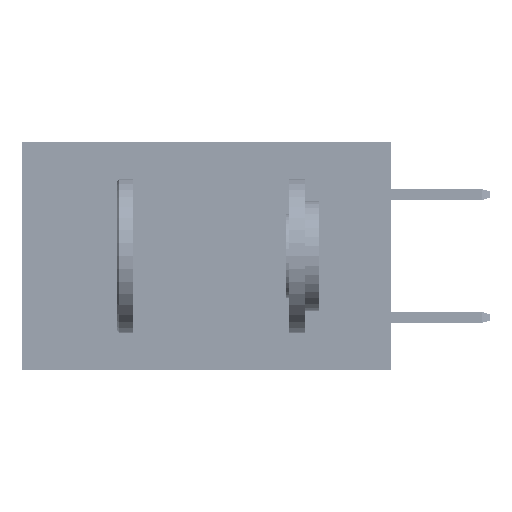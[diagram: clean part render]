
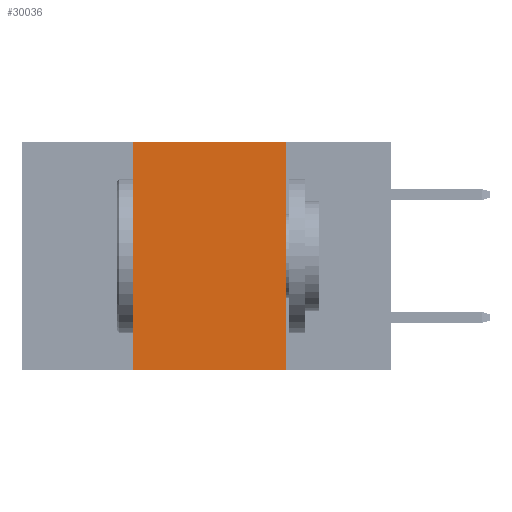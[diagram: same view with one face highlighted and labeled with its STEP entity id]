
A CAD part, left-side view. The second image highlights one B-rep face of the part: STEP entity #30036.
In plain terms, the highlighted planar face has unit normal (-1, 0, 0).
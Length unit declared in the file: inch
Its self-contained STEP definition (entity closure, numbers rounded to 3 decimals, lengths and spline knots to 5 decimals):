
#439 = DIRECTION ( 'NONE',  ( 0., 0., 1. ) ) ;
#927 = LINE ( 'NONE', #27414, #49294 ) ;
#1785 = CARTESIAN_POINT ( 'NONE',  ( 0., 0.17, -0.37 ) ) ;
#3283 = ORIENTED_EDGE ( 'NONE', *, *, #46917, .F. ) ;
#4292 = VERTEX_POINT ( 'NONE', #12343 ) ;
#5197 = ORIENTED_EDGE ( 'NONE', *, *, #45492, .F. ) ;
#6986 = VECTOR ( 'NONE', #29934, 39.37008 ) ;
#7455 = ORIENTED_EDGE ( 'NONE', *, *, #9454, .F. ) ;
#8435 = VERTEX_POINT ( 'NONE', #15929 ) ;
#9454 = EDGE_CURVE ( 'NONE', #4292, #8435, #39280, .T. ) ;
#10128 = ORIENTED_EDGE ( 'NONE', *, *, #11749, .T. ) ;
#10255 = DIRECTION ( 'NONE',  ( 0., 0., -1. ) ) ;
#11390 = VERTEX_POINT ( 'NONE', #35780 ) ;
#11749 = EDGE_CURVE ( 'NONE', #4292, #18549, #13124, .T. ) ;
#11852 = CARTESIAN_POINT ( 'NONE',  ( 0., 0.42, 0. ) ) ;
#12343 = CARTESIAN_POINT ( 'NONE',  ( 0., 0.42, -0.37 ) ) ;
#13124 = LINE ( 'NONE', #33095, #42341 ) ;
#13810 = PLANE ( 'NONE',  #30210 ) ;
#13975 = CARTESIAN_POINT ( 'NONE',  ( 0., 0.6, 0. ) ) ;
#15929 = CARTESIAN_POINT ( 'NONE',  ( 0., 0.42, 0. ) ) ;
#18257 = DIRECTION ( 'NONE',  ( 0., -1., 0. ) ) ;
#18549 = VERTEX_POINT ( 'NONE', #1785 ) ;
#20111 = EDGE_LOOP ( 'NONE', ( #5197, #3283, #7455, #10128 ) ) ;
#23547 = DIRECTION ( 'NONE',  ( 0., -1., 0. ) ) ;
#24980 = VECTOR ( 'NONE', #439, 39.37008 ) ;
#27414 = CARTESIAN_POINT ( 'NONE',  ( 0., 0.6, 0. ) ) ;
#27932 = LINE ( 'NONE', #37609, #6986 ) ;
#28140 = FACE_OUTER_BOUND ( 'NONE', #20111, .T. ) ;
#29934 = DIRECTION ( 'NONE',  ( 0., 0., -1. ) ) ;
#30036 = ADVANCED_FACE ( 'NONE', ( #28140 ), #13810, .F. ) ;
#30210 = AXIS2_PLACEMENT_3D ( 'NONE', #13975, #33135, #10255 ) ;
#33095 = CARTESIAN_POINT ( 'NONE',  ( 0., 0.6, -0.37 ) ) ;
#33135 = DIRECTION ( 'NONE',  ( 1., 0., 0. ) ) ;
#35780 = CARTESIAN_POINT ( 'NONE',  ( 0., 0.17, 0. ) ) ;
#37609 = CARTESIAN_POINT ( 'NONE',  ( 0., 0.17, 0. ) ) ;
#39280 = LINE ( 'NONE', #11852, #24980 ) ;
#42341 = VECTOR ( 'NONE', #18257, 39.37008 ) ;
#45492 = EDGE_CURVE ( 'NONE', #11390, #18549, #27932, .T. ) ;
#46917 = EDGE_CURVE ( 'NONE', #8435, #11390, #927, .T. ) ;
#49294 = VECTOR ( 'NONE', #23547, 39.37008 ) ;
